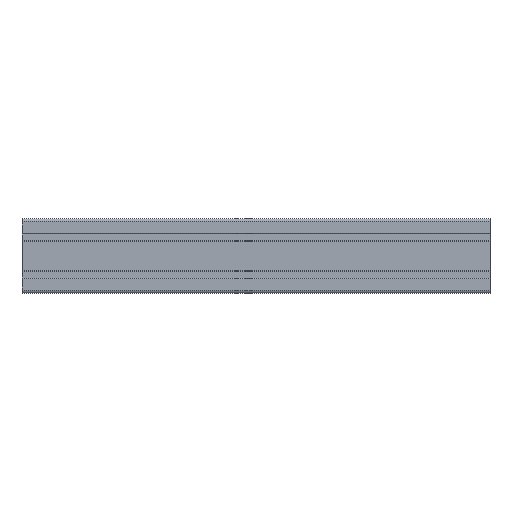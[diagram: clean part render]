
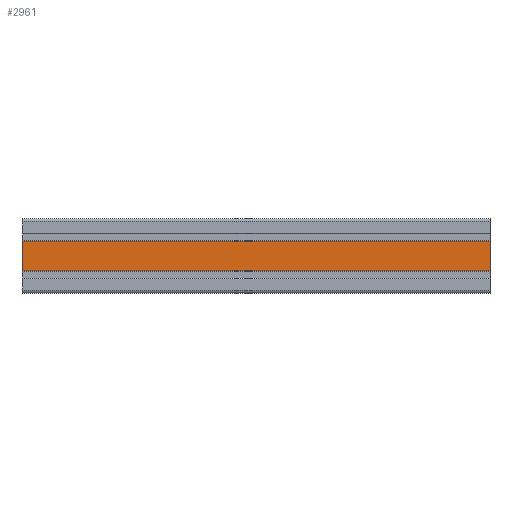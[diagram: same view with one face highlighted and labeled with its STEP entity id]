
A CAD part, front view. The second image highlights one B-rep face of the part: STEP entity #2961.
In plain terms, the highlighted planar face has unit normal (0, -1, 0).
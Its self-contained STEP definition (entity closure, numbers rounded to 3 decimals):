
#54 = EDGE_CURVE ( 'NONE', #645, #4354, #4411, .T. ) ;
#260 = VERTEX_POINT ( 'NONE', #2940 ) ;
#396 = CARTESIAN_POINT ( 'NONE',  ( 1500., -60., 5384.1 ) ) ;
#441 = LINE ( 'NONE', #1248, #654 ) ;
#617 = EDGE_LOOP ( 'NONE', ( #2475, #1298, #4877, #5158 ) ) ;
#645 = VERTEX_POINT ( 'NONE', #396 ) ;
#654 = VECTOR ( 'NONE', #2512, 1000. ) ;
#908 = DIRECTION ( 'NONE',  ( 0., 0., 1. ) ) ;
#1248 = CARTESIAN_POINT ( 'NONE',  ( 2000., -60., 5384.1 ) ) ;
#1298 = ORIENTED_EDGE ( 'NONE', *, *, #1684, .F. ) ;
#1577 = CARTESIAN_POINT ( 'NONE',  ( 1500., -60., 5384.1 ) ) ;
#1606 = DIRECTION ( 'NONE',  ( 0., 1., 0. ) ) ;
#1642 = LINE ( 'NONE', #3321, #5178 ) ;
#1684 = EDGE_CURVE ( 'NONE', #4875, #260, #3966, .T. ) ;
#2314 = EDGE_CURVE ( 'NONE', #4354, #260, #441, .T. ) ;
#2475 = ORIENTED_EDGE ( 'NONE', *, *, #2314, .T. ) ;
#2512 = DIRECTION ( 'NONE',  ( 0., 0., 1. ) ) ;
#2758 = DIRECTION ( 'NONE',  ( 1., 0., 0. ) ) ;
#2940 = CARTESIAN_POINT ( 'NONE',  ( 2000., -60., 5415.9 ) ) ;
#2961 = ADVANCED_FACE ( 'NONE', ( #4517 ), #4462, .F. ) ;
#3321 = CARTESIAN_POINT ( 'NONE',  ( 1500., -60., 5384.1 ) ) ;
#3540 = CARTESIAN_POINT ( 'NONE',  ( 1500., -60., 5384.1 ) ) ;
#3901 = EDGE_CURVE ( 'NONE', #645, #4875, #1642, .T. ) ;
#3966 = LINE ( 'NONE', #4732, #5102 ) ;
#4354 = VERTEX_POINT ( 'NONE', #5035 ) ;
#4411 = LINE ( 'NONE', #3540, #5312 ) ;
#4462 = PLANE ( 'NONE',  #5434 ) ;
#4517 = FACE_OUTER_BOUND ( 'NONE', #617, .T. ) ;
#4732 = CARTESIAN_POINT ( 'NONE',  ( 1500., -60., 5415.9 ) ) ;
#4786 = DIRECTION ( 'NONE',  ( 1., 0., 0. ) ) ;
#4875 = VERTEX_POINT ( 'NONE', #5274 ) ;
#4877 = ORIENTED_EDGE ( 'NONE', *, *, #3901, .F. ) ;
#5035 = CARTESIAN_POINT ( 'NONE',  ( 2000., -60., 5384.1 ) ) ;
#5102 = VECTOR ( 'NONE', #4786, 1000. ) ;
#5158 = ORIENTED_EDGE ( 'NONE', *, *, #54, .T. ) ;
#5178 = VECTOR ( 'NONE', #908, 1000. ) ;
#5274 = CARTESIAN_POINT ( 'NONE',  ( 1500., -60., 5415.9 ) ) ;
#5312 = VECTOR ( 'NONE', #2758, 1000. ) ;
#5314 = DIRECTION ( 'NONE',  ( 0., 0., 1. ) ) ;
#5434 = AXIS2_PLACEMENT_3D ( 'NONE', #1577, #1606, #5314 ) ;
